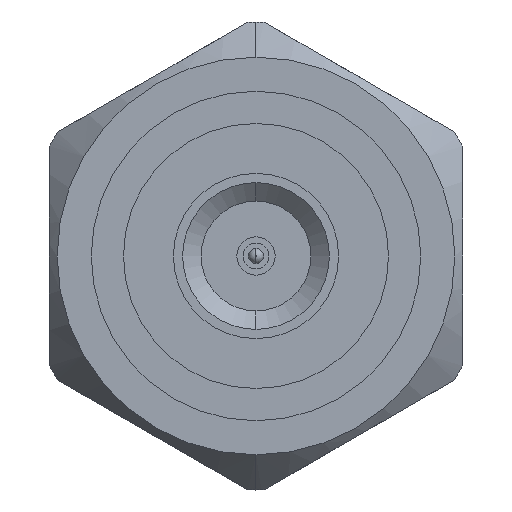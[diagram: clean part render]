
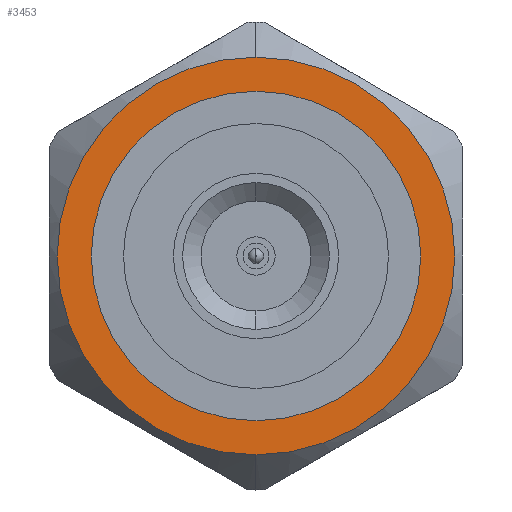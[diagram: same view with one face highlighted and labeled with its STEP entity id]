
A CAD part, left-side view. The second image highlights one B-rep face of the part: STEP entity #3453.
In plain terms, the highlighted planar face has unit normal (-1, 0, 0).
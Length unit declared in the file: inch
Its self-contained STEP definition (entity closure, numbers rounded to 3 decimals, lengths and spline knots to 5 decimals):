
#190 = DIRECTION ( 'NONE',  ( 0., 0., 1. ) ) ;
#256 = CARTESIAN_POINT ( 'NONE',  ( 0.54669, 0., 0. ) ) ;
#297 = DIRECTION ( 'NONE',  ( 0., 1., 0. ) ) ;
#481 = VERTEX_POINT ( 'NONE', #2595 ) ;
#499 = EDGE_CURVE ( 'NONE', #481, #546, #949, .T. ) ;
#546 = VERTEX_POINT ( 'NONE', #2611 ) ;
#705 = ORIENTED_EDGE ( 'NONE', *, *, #499, .F. ) ;
#713 = CIRCLE ( 'NONE', #1211, 0.12461 ) ;
#764 = FACE_OUTER_BOUND ( 'NONE', #1818, .T. ) ;
#949 = CIRCLE ( 'NONE', #2511, 0.15042 ) ;
#1022 = ORIENTED_EDGE ( 'NONE', *, *, #2345, .F. ) ;
#1024 = CARTESIAN_POINT ( 'NONE',  ( 0.54669, 0., 0. ) ) ;
#1080 = VERTEX_POINT ( 'NONE', #3727 ) ;
#1099 = ORIENTED_EDGE ( 'NONE', *, *, #2731, .F. ) ;
#1111 = DIRECTION ( 'NONE',  ( 1., 0., 0. ) ) ;
#1199 = EDGE_LOOP ( 'NONE', ( #1022, #3312 ) ) ;
#1211 = AXIS2_PLACEMENT_3D ( 'NONE', #1024, #2870, #2253 ) ;
#1314 = VERTEX_POINT ( 'NONE', #1722 ) ;
#1387 = PLANE ( 'NONE',  #1961 ) ;
#1714 = DIRECTION ( 'NONE',  ( 1., 0., 0. ) ) ;
#1722 = CARTESIAN_POINT ( 'NONE',  ( 0.54669, 0., -0.12461 ) ) ;
#1818 = EDGE_LOOP ( 'NONE', ( #1099, #705 ) ) ;
#1961 = AXIS2_PLACEMENT_3D ( 'NONE', #2350, #2368, #297 ) ;
#2050 = CARTESIAN_POINT ( 'NONE',  ( 0.54669, 0., 0. ) ) ;
#2091 = AXIS2_PLACEMENT_3D ( 'NONE', #3005, #1714, #190 ) ;
#2253 = DIRECTION ( 'NONE',  ( 0., 0., -1. ) ) ;
#2345 = EDGE_CURVE ( 'NONE', #1314, #1080, #713, .T. ) ;
#2350 = CARTESIAN_POINT ( 'NONE',  ( 0.54669, -0.13532, 0. ) ) ;
#2369 = DIRECTION ( 'NONE',  ( 0., 0., -1. ) ) ;
#2368 = DIRECTION ( 'NONE',  ( 1., 0., 0. ) ) ;
#2511 = AXIS2_PLACEMENT_3D ( 'NONE', #2050, #1111, #2576 ) ;
#2521 = AXIS2_PLACEMENT_3D ( 'NONE', #256, #3858, #2369 ) ;
#2576 = DIRECTION ( 'NONE',  ( 0., 0., 1. ) ) ;
#2587 = EDGE_CURVE ( 'NONE', #1080, #1314, #3274, .T. ) ;
#2595 = CARTESIAN_POINT ( 'NONE',  ( 0.54669, 0., -0.15042 ) ) ;
#2611 = CARTESIAN_POINT ( 'NONE',  ( 0.54669, 0., 0.15042 ) ) ;
#2731 = EDGE_CURVE ( 'NONE', #546, #481, #3522, .T. ) ;
#2870 = DIRECTION ( 'NONE',  ( -1., 0., 0. ) ) ;
#3005 = CARTESIAN_POINT ( 'NONE',  ( 0.54669, 0., 0. ) ) ;
#3274 = CIRCLE ( 'NONE', #2521, 0.12461 ) ;
#3312 = ORIENTED_EDGE ( 'NONE', *, *, #2587, .F. ) ;
#3453 = ADVANCED_FACE ( 'NONE', ( #3463, #764 ), #1387, .F. ) ;
#3463 = FACE_BOUND ( 'NONE', #1199, .T. ) ;
#3522 = CIRCLE ( 'NONE', #2091, 0.15042 ) ;
#3727 = CARTESIAN_POINT ( 'NONE',  ( 0.54669, 0., 0.12461 ) ) ;
#3858 = DIRECTION ( 'NONE',  ( -1., 0., 0. ) ) ;
